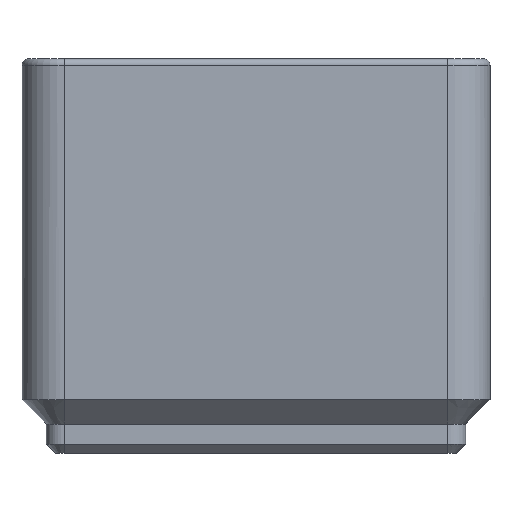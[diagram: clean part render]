
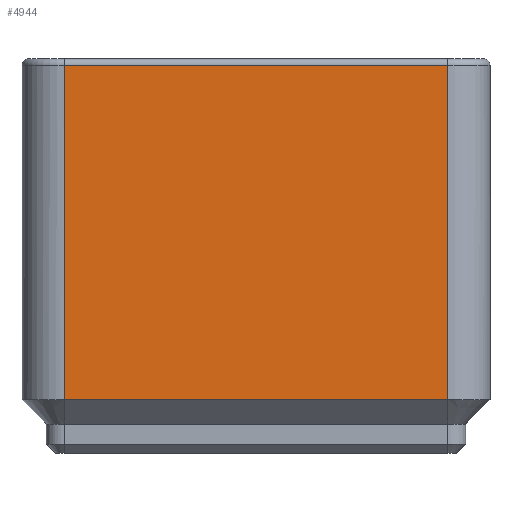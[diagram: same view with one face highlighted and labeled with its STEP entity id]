
A CAD part, left-side view. The second image highlights one B-rep face of the part: STEP entity #4944.
In plain terms, the highlighted planar face has unit normal (-1, 0, 0).
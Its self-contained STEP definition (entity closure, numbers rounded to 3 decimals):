
#2237 = CYLINDRICAL_SURFACE('',#2238,0.6);
#2238 = AXIS2_PLACEMENT_3D('',#2239,#2240,#2241);
#2239 = CARTESIAN_POINT('',(0.85,4.,34.4));
#2240 = DIRECTION('',(0.,-1.,0.));
#2241 = DIRECTION('',(1.,0.,0.));
#3442 = VERTEX_POINT('',#3443);
#3443 = CARTESIAN_POINT('',(0.25,4.,34.4));
#3460 = CYLINDRICAL_SURFACE('',#3461,3.75);
#3461 = AXIS2_PLACEMENT_3D('',#3462,#3463,#3464);
#3462 = CARTESIAN_POINT('',(4.,4.,0.));
#3463 = DIRECTION('',(0.,0.,1.));
#3464 = DIRECTION('',(1.,0.,0.));
#3520 = EDGE_CURVE('',#3521,#3442,#3523,.T.);
#3521 = VERTEX_POINT('',#3522);
#3522 = CARTESIAN_POINT('',(0.25,38.,34.4));
#3523 = SURFACE_CURVE('',#3524,(#3528,#3535),.PCURVE_S1.);
#3524 = LINE('',#3525,#3526);
#3525 = CARTESIAN_POINT('',(0.25,4.,34.4));
#3526 = VECTOR('',#3527,1.);
#3527 = DIRECTION('',(0.,-1.,0.));
#3528 = PCURVE('',#2237,#3529);
#3529 = DEFINITIONAL_REPRESENTATION('',(#3530),#3534);
#3530 = LINE('',#3531,#3532);
#3531 = CARTESIAN_POINT('',(3.142,0.));
#3532 = VECTOR('',#3533,1.);
#3533 = DIRECTION('',(0.,1.));
#3534 = ( GEOMETRIC_REPRESENTATION_CONTEXT(2) 
PARAMETRIC_REPRESENTATION_CONTEXT() REPRESENTATION_CONTEXT('2D SPACE',''
  ) );
#3535 = PCURVE('',#3536,#3541);
#3536 = PLANE('',#3537);
#3537 = AXIS2_PLACEMENT_3D('',#3538,#3539,#3540);
#3538 = CARTESIAN_POINT('',(0.25,21.,17.2));
#3539 = DIRECTION('',(-1.,0.,0.));
#3540 = DIRECTION('',(0.,0.,-1.));
#3541 = DEFINITIONAL_REPRESENTATION('',(#3542),#3546);
#3542 = LINE('',#3543,#3544);
#3543 = CARTESIAN_POINT('',(-17.2,17.));
#3544 = VECTOR('',#3545,1.);
#3545 = DIRECTION('',(0.,1.));
#3546 = ( GEOMETRIC_REPRESENTATION_CONTEXT(2) 
PARAMETRIC_REPRESENTATION_CONTEXT() REPRESENTATION_CONTEXT('2D SPACE',''
  ) );
#3647 = CYLINDRICAL_SURFACE('',#3648,3.75);
#3648 = AXIS2_PLACEMENT_3D('',#3649,#3650,#3651);
#3649 = CARTESIAN_POINT('',(4.,38.,0.));
#3650 = DIRECTION('',(0.,0.,1.));
#3651 = DIRECTION('',(1.,0.,0.));
#4815 = EDGE_CURVE('',#4816,#3442,#4818,.T.);
#4816 = VERTEX_POINT('',#4817);
#4817 = CARTESIAN_POINT('',(0.25,4.,4.75));
#4818 = SURFACE_CURVE('',#4819,(#4823,#4830),.PCURVE_S1.);
#4819 = LINE('',#4820,#4821);
#4820 = CARTESIAN_POINT('',(0.25,4.,0.));
#4821 = VECTOR('',#4822,1.);
#4822 = DIRECTION('',(0.,0.,1.));
#4823 = PCURVE('',#3460,#4824);
#4824 = DEFINITIONAL_REPRESENTATION('',(#4825),#4829);
#4825 = LINE('',#4826,#4827);
#4826 = CARTESIAN_POINT('',(3.142,0.));
#4827 = VECTOR('',#4828,1.);
#4828 = DIRECTION('',(0.,1.));
#4829 = ( GEOMETRIC_REPRESENTATION_CONTEXT(2) 
PARAMETRIC_REPRESENTATION_CONTEXT() REPRESENTATION_CONTEXT('2D SPACE',''
  ) );
#4830 = PCURVE('',#3536,#4831);
#4831 = DEFINITIONAL_REPRESENTATION('',(#4832),#4836);
#4832 = LINE('',#4833,#4834);
#4833 = CARTESIAN_POINT('',(17.2,17.));
#4834 = VECTOR('',#4835,1.);
#4835 = DIRECTION('',(-1.,0.));
#4836 = ( GEOMETRIC_REPRESENTATION_CONTEXT(2) 
PARAMETRIC_REPRESENTATION_CONTEXT() REPRESENTATION_CONTEXT('2D SPACE',''
  ) );
#4944 = ADVANCED_FACE('',(#4945),#3536,.T.);
#4945 = FACE_BOUND('',#4946,.T.);
#4946 = EDGE_LOOP('',(#4947,#4948,#4971,#4997));
#4947 = ORIENTED_EDGE('',*,*,#3520,.F.);
#4948 = ORIENTED_EDGE('',*,*,#4949,.F.);
#4949 = EDGE_CURVE('',#4950,#3521,#4952,.T.);
#4950 = VERTEX_POINT('',#4951);
#4951 = CARTESIAN_POINT('',(0.25,38.,4.75));
#4952 = SURFACE_CURVE('',#4953,(#4957,#4964),.PCURVE_S1.);
#4953 = LINE('',#4954,#4955);
#4954 = CARTESIAN_POINT('',(0.25,38.,0.));
#4955 = VECTOR('',#4956,1.);
#4956 = DIRECTION('',(0.,0.,1.));
#4957 = PCURVE('',#3536,#4958);
#4958 = DEFINITIONAL_REPRESENTATION('',(#4959),#4963);
#4959 = LINE('',#4960,#4961);
#4960 = CARTESIAN_POINT('',(17.2,-17.));
#4961 = VECTOR('',#4962,1.);
#4962 = DIRECTION('',(-1.,0.));
#4963 = ( GEOMETRIC_REPRESENTATION_CONTEXT(2) 
PARAMETRIC_REPRESENTATION_CONTEXT() REPRESENTATION_CONTEXT('2D SPACE',''
  ) );
#4964 = PCURVE('',#3647,#4965);
#4965 = DEFINITIONAL_REPRESENTATION('',(#4966),#4970);
#4966 = LINE('',#4967,#4968);
#4967 = CARTESIAN_POINT('',(3.142,0.));
#4968 = VECTOR('',#4969,1.);
#4969 = DIRECTION('',(0.,1.));
#4970 = ( GEOMETRIC_REPRESENTATION_CONTEXT(2) 
PARAMETRIC_REPRESENTATION_CONTEXT() REPRESENTATION_CONTEXT('2D SPACE',''
  ) );
#4971 = ORIENTED_EDGE('',*,*,#4972,.F.);
#4972 = EDGE_CURVE('',#4816,#4950,#4973,.T.);
#4973 = SURFACE_CURVE('',#4974,(#4978,#4985),.PCURVE_S1.);
#4974 = LINE('',#4975,#4976);
#4975 = CARTESIAN_POINT('',(0.25,12.5,4.75));
#4976 = VECTOR('',#4977,1.);
#4977 = DIRECTION('',(0.,1.,0.));
#4978 = PCURVE('',#3536,#4979);
#4979 = DEFINITIONAL_REPRESENTATION('',(#4980),#4984);
#4980 = LINE('',#4981,#4982);
#4981 = CARTESIAN_POINT('',(12.45,8.5));
#4982 = VECTOR('',#4983,1.);
#4983 = DIRECTION('',(0.,-1.));
#4984 = ( GEOMETRIC_REPRESENTATION_CONTEXT(2) 
PARAMETRIC_REPRESENTATION_CONTEXT() REPRESENTATION_CONTEXT('2D SPACE',''
  ) );
#4985 = PCURVE('',#4986,#4991);
#4986 = PLANE('',#4987);
#4987 = AXIS2_PLACEMENT_3D('',#4988,#4989,#4990);
#4988 = CARTESIAN_POINT('',(2.4,4.,2.6));
#4989 = DIRECTION('',(0.707,0.,0.707));
#4990 = DIRECTION('',(0.,-1.,0.));
#4991 = DEFINITIONAL_REPRESENTATION('',(#4992),#4996);
#4992 = LINE('',#4993,#4994);
#4993 = CARTESIAN_POINT('',(-8.5,-3.041));
#4994 = VECTOR('',#4995,1.);
#4995 = DIRECTION('',(-1.,0.));
#4996 = ( GEOMETRIC_REPRESENTATION_CONTEXT(2) 
PARAMETRIC_REPRESENTATION_CONTEXT() REPRESENTATION_CONTEXT('2D SPACE',''
  ) );
#4997 = ORIENTED_EDGE('',*,*,#4815,.T.);
